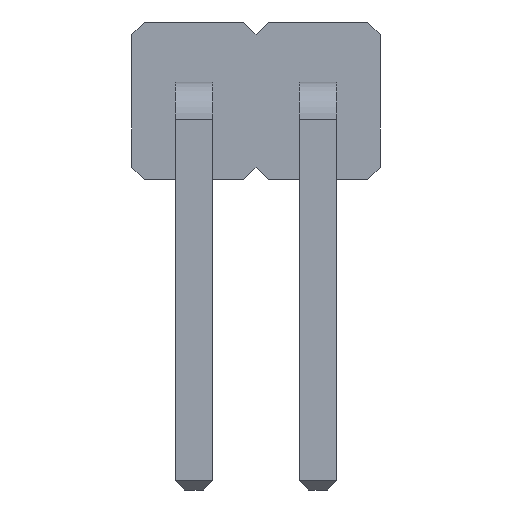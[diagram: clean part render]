
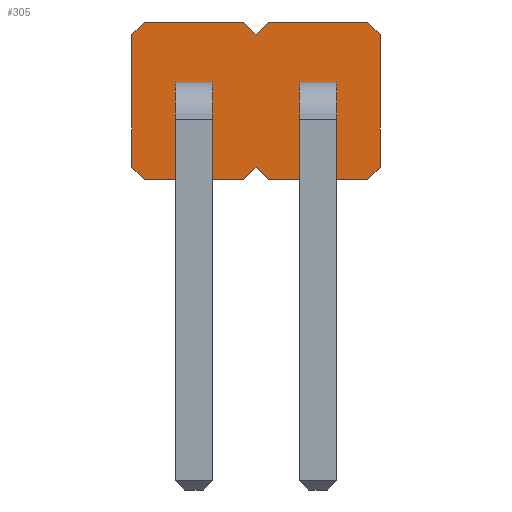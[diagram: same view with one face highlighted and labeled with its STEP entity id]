
A CAD part, left-side view. The second image highlights one B-rep face of the part: STEP entity #305.
In plain terms, the highlighted planar face has unit normal (-1, 0, 0).
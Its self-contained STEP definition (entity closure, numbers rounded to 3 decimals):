
#13=DIRECTION('',(0.,0.,1.));
#22=VERTEX_POINT('',#23);
#23=CARTESIAN_POINT('',(0.25,0.5,0.1));
#34=VECTOR('',#35,1.);
#35=DIRECTION('',(0.,-0.707,-0.707));
#38=VERTEX_POINT('',#39);
#39=CARTESIAN_POINT('',(0.25,0.4,0.));
#42=EDGE_CURVE('',#22,#38,#43,.T.);
#43=LINE('',#23,#34);
#46=DIRECTION('',(0.,0.707,-0.707));
#56=VECTOR('',#57,1.);
#57=DIRECTION('',(0.,-1.,0.));
#60=VERTEX_POINT('',#61);
#61=CARTESIAN_POINT('',(0.25,-0.4,0.));
#64=EDGE_CURVE('',#38,#60,#65,.T.);
#65=LINE('',#39,#56);
#78=VECTOR('',#79,1.);
#79=DIRECTION('',(0.,-0.707,0.707));
#82=VERTEX_POINT('',#83);
#83=CARTESIAN_POINT('',(0.25,-0.5,0.1));
#86=EDGE_CURVE('',#60,#82,#87,.T.);
#87=LINE('',#61,#78);
#102=VERTEX_POINT('',#103);
#103=CARTESIAN_POINT('',(0.25,-0.6,0.));
#106=EDGE_CURVE('',#82,#102,#107,.T.);
#107=LINE('',#83,#34);
#121=VERTEX_POINT('',#122);
#122=CARTESIAN_POINT('',(0.25,-1.4,0.));
#125=EDGE_CURVE('',#102,#121,#126,.T.);
#126=LINE('',#103,#56);
#140=VERTEX_POINT('',#141);
#141=CARTESIAN_POINT('',(0.25,-1.5,0.1));
#144=EDGE_CURVE('',#121,#140,#145,.T.);
#145=LINE('',#122,#78);
#158=VECTOR('',#13,1.);
#161=VERTEX_POINT('',#162);
#162=CARTESIAN_POINT('',(0.25,-1.5,1.17));
#165=EDGE_CURVE('',#140,#161,#166,.T.);
#166=LINE('',#167,#158);
#167=CARTESIAN_POINT('',(0.25,-1.5,0.1));
#179=VECTOR('',#180,1.);
#180=DIRECTION('',(0.,0.707,0.707));
#183=VERTEX_POINT('',#184);
#184=CARTESIAN_POINT('',(0.25,-1.4,1.27));
#187=EDGE_CURVE('',#161,#183,#188,.T.);
#188=LINE('',#162,#179);
#200=VECTOR('',#201,1.);
#201=DIRECTION('',(0.,1.,0.));
#204=VERTEX_POINT('',#205);
#205=CARTESIAN_POINT('',(0.25,-0.6,1.27));
#208=EDGE_CURVE('',#183,#204,#209,.T.);
#209=LINE('',#184,#200);
#221=VECTOR('',#46,1.);
#224=VERTEX_POINT('',#225);
#225=CARTESIAN_POINT('',(0.25,-0.5,1.17));
#228=EDGE_CURVE('',#204,#224,#229,.T.);
#229=LINE('',#205,#221);
#243=VERTEX_POINT('',#244);
#244=CARTESIAN_POINT('',(0.25,-0.4,1.27));
#247=EDGE_CURVE('',#224,#243,#248,.T.);
#248=LINE('',#225,#179);
#262=VERTEX_POINT('',#263);
#263=CARTESIAN_POINT('',(0.25,0.4,1.27));
#266=EDGE_CURVE('',#243,#262,#267,.T.);
#267=LINE('',#244,#200);
#281=VERTEX_POINT('',#282);
#282=CARTESIAN_POINT('',(0.25,0.5,1.17));
#285=EDGE_CURVE('',#262,#281,#286,.T.);
#286=LINE('',#263,#221);
#296=VECTOR('',#297,1.);
#297=DIRECTION('',(0.,0.,-1.));
#300=EDGE_CURVE('',#281,#22,#301,.T.);
#301=LINE('',#282,#296);
#305=ADVANCED_FACE('',(#306),#322,.T.);
#306=FACE_BOUND('',#307,.T.);
#307=EDGE_LOOP('',(#308,#309,#310,#311,#312,#313,#314,#315,#316,#317,#318,#319,#320,#321));
#308=ORIENTED_EDGE('',*,*,#42,.T.);
#309=ORIENTED_EDGE('',*,*,#64,.T.);
#310=ORIENTED_EDGE('',*,*,#86,.T.);
#311=ORIENTED_EDGE('',*,*,#106,.T.);
#312=ORIENTED_EDGE('',*,*,#125,.T.);
#313=ORIENTED_EDGE('',*,*,#144,.T.);
#314=ORIENTED_EDGE('',*,*,#165,.T.);
#315=ORIENTED_EDGE('',*,*,#187,.T.);
#316=ORIENTED_EDGE('',*,*,#208,.T.);
#317=ORIENTED_EDGE('',*,*,#228,.T.);
#318=ORIENTED_EDGE('',*,*,#247,.T.);
#319=ORIENTED_EDGE('',*,*,#266,.T.);
#320=ORIENTED_EDGE('',*,*,#285,.T.);
#321=ORIENTED_EDGE('',*,*,#300,.T.);
#322=PLANE('',#323);
#323=AXIS2_PLACEMENT_3D('',#324,#325,#326);
#324=CARTESIAN_POINT('',(0.25,-0.5,0.635));
#325=DIRECTION('',(-1.,-0.,-0.));
#326=DIRECTION('',(0.,0.,-1.));
